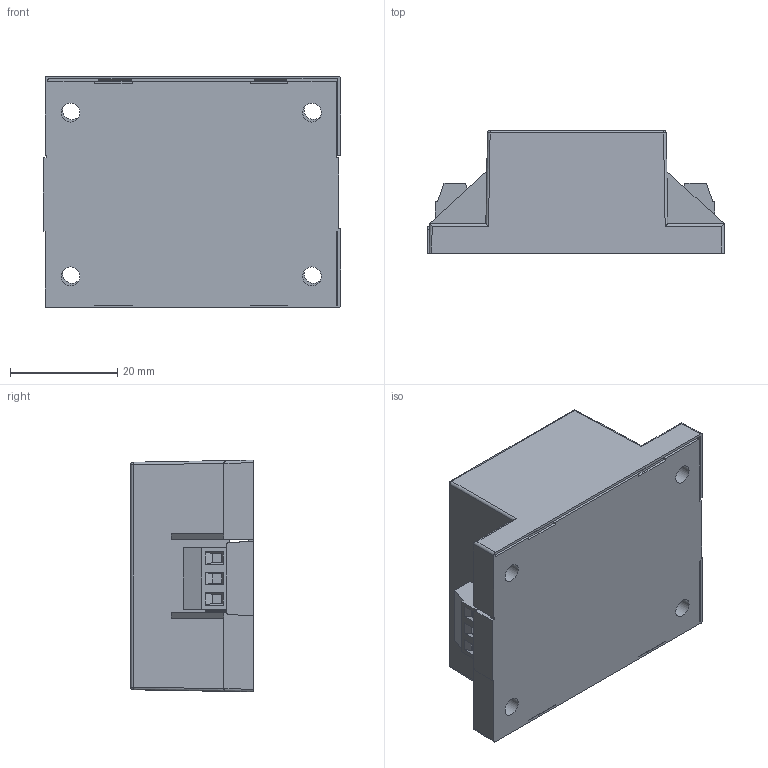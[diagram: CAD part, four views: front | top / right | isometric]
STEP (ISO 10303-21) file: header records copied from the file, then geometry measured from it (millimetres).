
FILE_DESCRIPTION (( 'STEP AP214' ), '1' );
FILE_NAME ('PSE05-110-S.STEP', '2024-05-24T18:42:16', ( '' ), ( '' ), 'SwSTEP 2.0', 'SolidWorks 2023', '' );
FILE_SCHEMA (( 'AUTOMOTIVE_DESIGN' ));
Length unit declared in the file: inch
Products named in the file (1): PSE05-110-S
Bounding box: 55.41 x 22.9 x 43.2 mm (x, y, z)
Volume: 8537.1 mm3; surface area: 17744.7 mm2
Topology: 1 solids, 1 shells, 488 faces, 1308 edges, 850 vertices
Faces by surface type: plane 328, cylinder 123, bspline 25, cone 10, torus 2
Full cylindrical faces by diameter (mm): 2.785 x2, 2.95 x6, 3.5 x8
Entity records: 17152 total; most frequent: CARTESIAN_POINT 5283, ORIENTED_EDGE 2506, DIRECTION 2308, EDGE_CURVE 1253, VECTOR 904, LINE 904, VERTEX_POINT 832, AXIS2_PLACEMENT_3D 702
